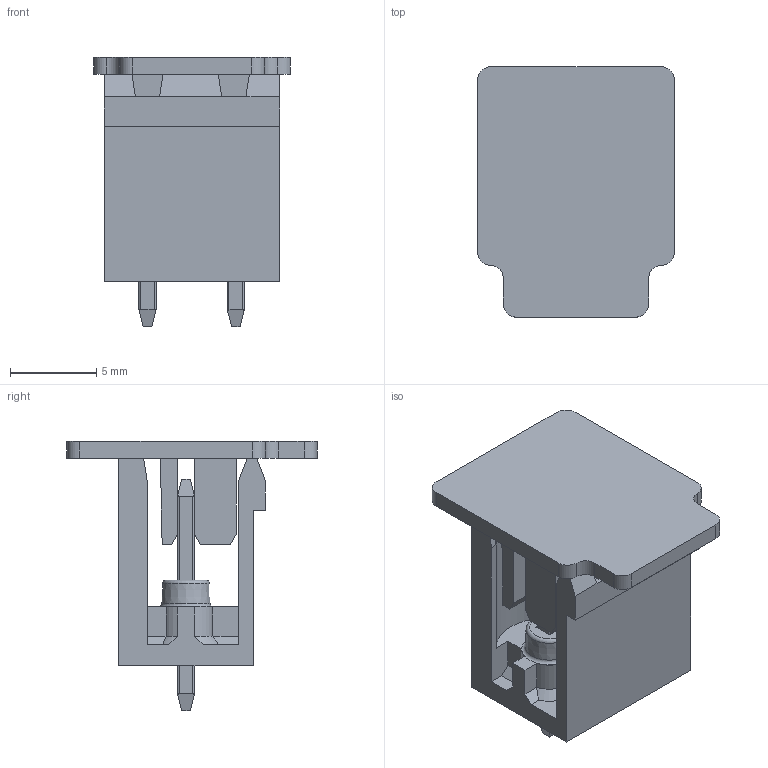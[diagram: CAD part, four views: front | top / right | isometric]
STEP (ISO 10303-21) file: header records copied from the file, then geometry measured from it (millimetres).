
FILE_DESCRIPTION(/* description */ ('Unknown'),/* implementation_level */ '2;1');
FILE_NAME(/* name */ '691701700002B',/* time_stamp */ '2024-01-09T15:23:40+01:00',/* author */ ('Unknown'),/* organization */ ('Unknown'),/* preprocessor_version */ 'ST-DEVELOPER v18.102',/* originating_system */ 'Solid Edge',/* authorisation */ 'Unknown');
FILE_SCHEMA (('AUTOMOTIVE_DESIGN {1 0 10303 214 3 1 1}'));
Length unit declared in the file: millimetre
Products named in the file (4): 6917017000xxB; 691701700002B; 6917015000xxB_PIN; 6917015000xxB_Cap
Assembly tree (4 placements, depth 2):
  6917017000xxB
    691701700002B
    6917015000xxB_PIN  x2
    6917015000xxB_Cap
Bounding box: 11.4 x 14.5 x 15.58 mm (x, y, z)
Volume: 663.6 mm3; surface area: 1626 mm2
Topology: 4 solids, 4 shells, 211 faces, 562 edges, 364 vertices
Faces by surface type: plane 167, cylinder 26, cone 12, torus 4, sphere 2
Entity records: 5948 total; most frequent: CARTESIAN_POINT 1084, ORIENTED_EDGE 1000, DIRECTION 948, EDGE_CURVE 500, LINE 408, VECTOR 408, VERTEX_POINT 326, AXIS2_PLACEMENT_3D 270
